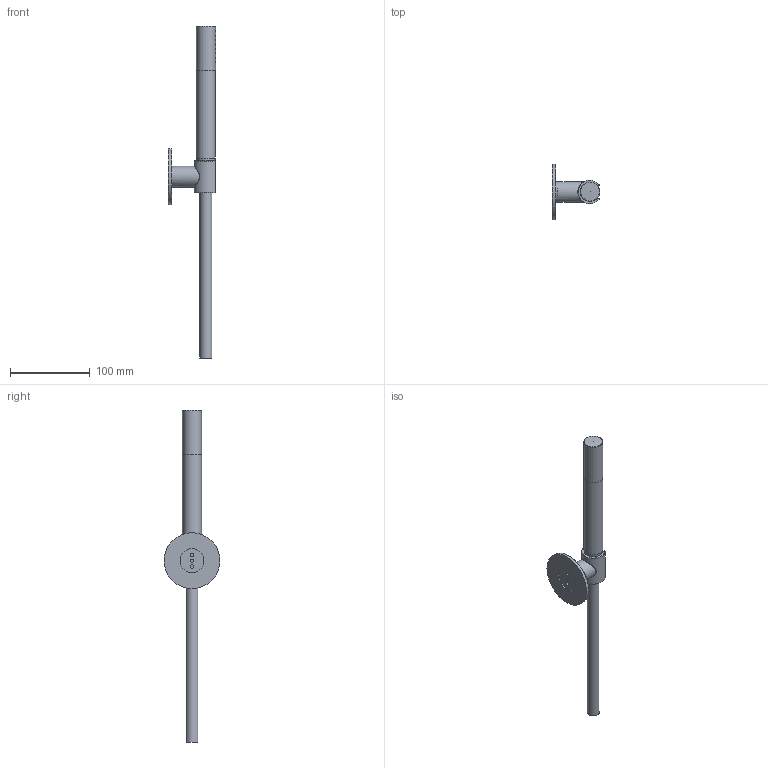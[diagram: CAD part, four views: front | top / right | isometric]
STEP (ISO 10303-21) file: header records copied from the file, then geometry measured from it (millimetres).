
FILE_DESCRIPTION(/* description */ ('Unknown'),/* implementation_level */ '2;1');
FILE_NAME(/* name */ 'M443-00 r1',/* time_stamp */ '2018-01-11T16:52:45+01:00',/* author */ ('Unknown'),/* organization */ ('Unknown'),/* preprocessor_version */ 'ST-DEVELOPER v16.7',/* originating_system */ 'DEX',/* authorisation */ $);
FILE_SCHEMA (('AUTOMOTIVE_DESIGN {1 0 10303 214 3 1 1}'));
Length unit declared in the file: millimetre
Products named in the file (18): M443-00 r1; M514-00 r1_oa_0; M514-07; M514-02; M514-03; M514-04; M015-001; M352-00; M352-03; M352-02; M352-001; anello or(11 x 2); non ritorno body(post dim 15 rossa); non ritorno valv(dim 15 rossa); non ritorno body(anter dim 15 rossa); M352-01; MNP0003TO pom; TUB0130ST_SOLID_1
Assembly tree (17 placements, depth 4):
  M443-00 r1
    M514-00 r1_oa_0
      M514-07
      M514-02
      M514-03
      M514-04
    M015-001
    M352-00
      M352-03
      M352-02
      M352-001
        anello or(11 x 2)
        non ritorno body(post dim 15 rossa)
        non ritorno valv(dim 15 rossa)
        non ritorno body(anter dim 15 rossa)
      M352-01
        MNP0003TO pom
        TUB0130ST_SOLID_1
Bounding box: 59.1 x 70 x 415.76 mm (x, y, z)
Volume: 118181.6 mm3; surface area: 74413.4 mm2
Topology: 13 solids, 13 shells, 296 faces, 727 edges, 472 vertices
Faces by surface type: plane 110, cylinder 108, cone 33, torus 30, bspline 10, sphere 5
Full cylindrical faces by diameter (mm): 1.5 x23, 2.5 x1, 2.8 x1, 4.134 x2, 4.5 x2, 5 x3, 5.5 x1, 9.1 x1, 9.5 x2, 10 x1, 12.1 x1, 13 x1, 13.5 x2, 14 x1, 14.8 x3, 15 x1, 15.1 x1, 16.5 x1, 17 x1, 17.2 x2, 17.5 x1, 18.5 x1, 18.8 x1, 19.8 x2, 20 x3, 20.2 x1, 20.5 x1, 20.955 x1, 21 x2, 21.2 x1
Entity records: 9964 total; most frequent: CARTESIAN_POINT 2479, DIRECTION 1247, ORIENTED_EDGE 1096, EDGE_CURVE 548, AXIS2_PLACEMENT_3D 537, FACE_BOUND 503, EDGE_LOOP 500, VERTEX_POINT 415
